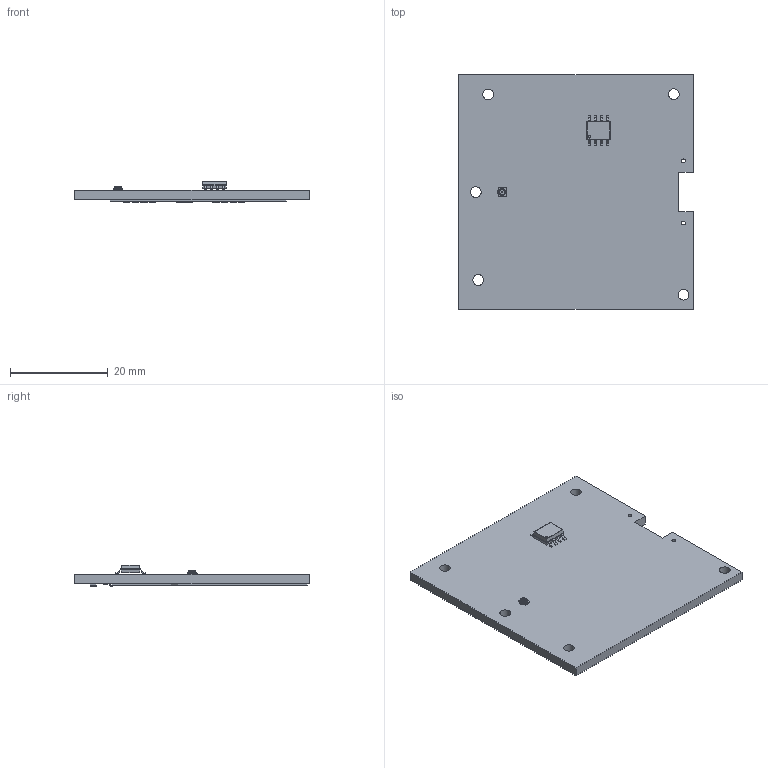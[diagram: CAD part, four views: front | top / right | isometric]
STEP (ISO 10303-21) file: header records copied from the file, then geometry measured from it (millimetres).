
FILE_DESCRIPTION(('KiCad electronic assembly'),'2;1');
FILE_NAME('PQ_Lat_Board.step','2023-02-17T15:15:31',('Pcbnew'),('Kicad') ,'Open CASCADE STEP processor 7.6','KiCad to STEP converter','Unknown' );
FILE_SCHEMA(('AUTOMOTIVE_DESIGN { 1 0 10303 214 1 1 1 1 }'));
Length unit declared in the file: millimetre
Products named in the file (10): PQ_Lat_Board 1; TCN75AVOA713; COMPOUND; C.FL-R-SMT-1(90); SLCD-61N8; TJ_Solar_Cell_Assembly_3G30A_PQcut_coloured; PCB
Assembly tree (9 placements, depth 3):
  PQ_Lat_Board 1
    TCN75AVOA713
      COMPOUND
    C.FL-R-SMT-1(90)
      COMPOUND
    SLCD-61N8
      COMPOUND
    TJ_Solar_Cell_Assembly_3G30A_PQcut_coloured
      COMPOUND
    PCB
Bounding box: 48 x 48 x 4.39 mm (x, y, z)
Volume: 4908.4 mm3; surface area: 8071.2 mm2
Topology: 19 solids, 19 shells, 412 faces, 1082 edges, 713 vertices
Faces by surface type: plane 268, cylinder 128, cone 12, torus 4
Full cylindrical faces by diameter (mm): 0.481 x1, 0.8 x2, 2.2 x5
Entity records: 33134 total; most frequent: CARTESIAN_POINT 12354, DIRECTION 2689, ORIENTED_EDGE 2164, PCURVE 2164, DEFINITIONAL_REPRESENTATION 2164, LINE 1581, VECTOR 1581, B_SPLINE_CURVE_WITH_KNOTS 1469
